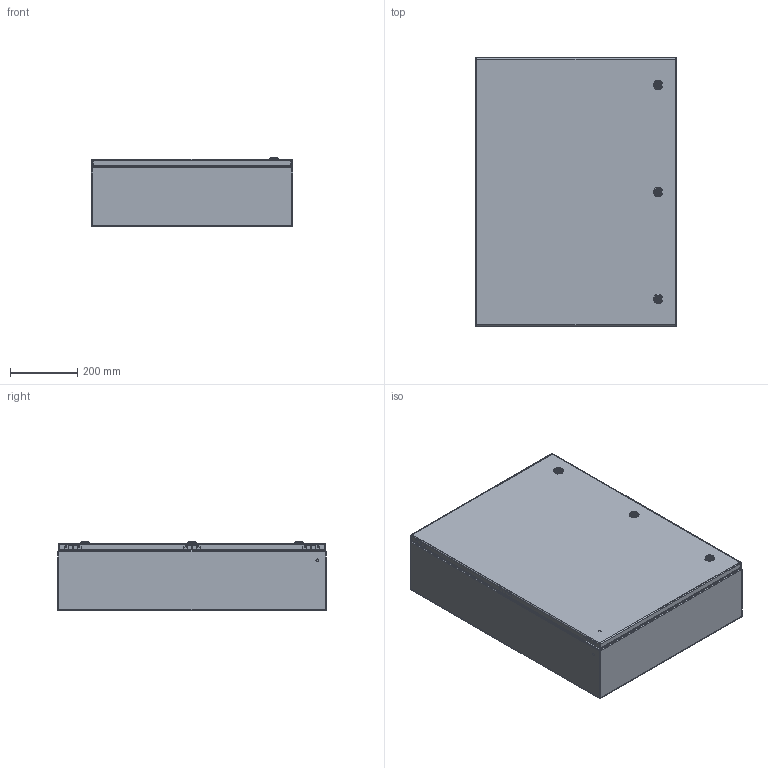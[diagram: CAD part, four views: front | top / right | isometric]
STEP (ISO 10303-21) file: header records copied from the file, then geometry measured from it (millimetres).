
FILE_DESCRIPTION(('CATIA V5 STEP Exchange','CAx-IF Rec.Pracs.--- Model Styling and Organization---1.5--- 2016-08-15','CAx-IF Rec.Pracs.---Supplemental Geometry---1.0---2011-11-01','CAx-IF Rec.Pracs.--- Composite Materials ---1.1---2010-07-15'),'2;1');
FILE_NAME ('2017066-3_1', '2024-11-14T09:05:12+00:00', ('none'), ('Weidmueller'), 'CATIA Version 5-6 Release 2022 SP4 HF5', 'CATIA V5 STEP AP214 v3', 'none');
FILE_SCHEMA(('AUTOMOTIVE_DESIGN { 1 0 10303 214 1 1 1 1 }'));
Products named in the file (1): ZUB_QL_KEBi_800x600x200_0GP
Bounding box: 600 x 800 x 205 mm (x, y, z)
Volume: 2458547.8 mm3; surface area: 3249958.4 mm2
Topology: 28 solids, 31 shells, 2123 faces, 5599 edges, 3589 vertices
Faces by surface type: plane 905, cylinder 667, bspline 208, cone 175, torus 144, sphere 24
Entity records: 73189 total; most frequent: CARTESIAN_POINT 25984, ORIENTED_EDGE 11114, DIRECTION 6375, EDGE_CURVE 5557, VERTEX_POINT 3589, AXIS2_PLACEMENT_3D 2696, VECTOR 2459, LINE 2459
